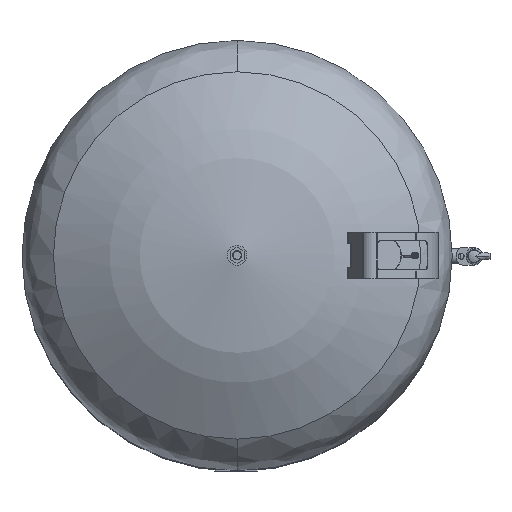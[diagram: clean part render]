
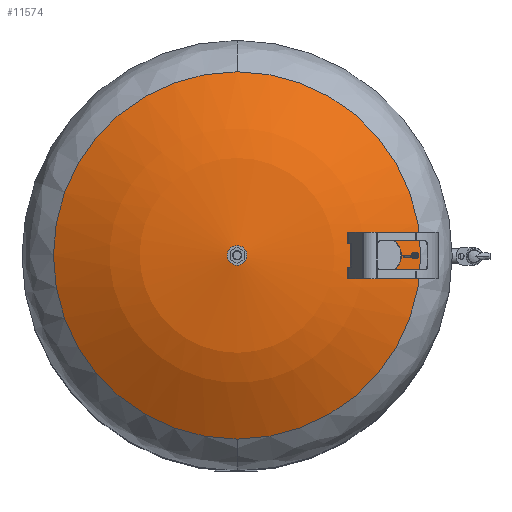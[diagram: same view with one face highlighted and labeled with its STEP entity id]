
A CAD part, top view. The second image highlights one B-rep face of the part: STEP entity #11574.
In plain terms, the highlighted free-form (B-spline) face has degree [2, 2] with [3, 3] control points.
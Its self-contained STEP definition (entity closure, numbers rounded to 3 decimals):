
#11500=CARTESIAN_POINT('',(0.0,-315.931,1353.014));
#11501=VERTEX_POINT('',#11500);
#11519=CARTESIAN_POINT('',(0.,315.931,1353.014));
#11520=VERTEX_POINT('',#11519);
#11528=CARTESIAN_POINT('',(0.0,0.,1353.014));
#11529=DIRECTION('',(0.0,0.0,1.0));
#11530=DIRECTION('',(-1.0,0.0,0.0));
#11531=AXIS2_PLACEMENT_3D('',#11528,#11529,#11530);
#11532=CIRCLE('',#11531,315.931);
#11533=EDGE_CURVE('',#11501,#11520,#11532,.T.);
#11538=CARTESIAN_POINT('',(-267.539,315.931,1275.966));
#11539=CARTESIAN_POINT('',(-373.077,0.0,1444.0));
#11540=CARTESIAN_POINT('',(-267.539,-315.931,1275.966));
#11541=CARTESIAN_POINT('',(0.,315.931,1444.0));
#11542=CARTESIAN_POINT('',(0.,0.,1678.32));
#11543=CARTESIAN_POINT('',(0.,-315.931,1444.0));
#11544=CARTESIAN_POINT('',(267.539,315.931,1275.966));
#11545=CARTESIAN_POINT('',(373.077,0.,1444.0));
#11546=CARTESIAN_POINT('',(267.539,-315.931,1275.966));
#11554=(BOUNDED_SURFACE()B_SPLINE_SURFACE(2,2,((#11538,#11541,#11544),(#11539,#11542,#11545),(#11540,#11543,#11546)),.UNSPECIFIED.,.F.,.F.,.U.)B_SPLINE_SURFACE_WITH_KNOTS((3,3),(3,3),(-0.561,0.561),(0.0,1.122),.UNSPECIFIED.)GEOMETRIC_REPRESENTATION_ITEM()RATIONAL_B_SPLINE_SURFACE(((1.0,0.847,1.0),(0.847,0.717,0.847),(1.0,0.847,1.0)))REPRESENTATION_ITEM('')SURFACE());
#11555=CARTESIAN_POINT('',(-315.931,0.,1353.014));
#11556=VERTEX_POINT('',#11555);
#11557=CARTESIAN_POINT('',(0.0,0.,1353.014));
#11558=DIRECTION('',(0.0,0.0,1.0));
#11559=DIRECTION('',(-1.0,0.0,0.0));
#11560=AXIS2_PLACEMENT_3D('',#11557,#11558,#11559);
#11561=CIRCLE('',#11560,315.931);
#11562=EDGE_CURVE('',#11556,#11501,#11561,.T.);
#11563=ORIENTED_EDGE('',*,*,#11562,.T.);
#11564=ORIENTED_EDGE('',*,*,#11533,.T.);
#11565=CARTESIAN_POINT('',(0.0,0.,1353.014));
#11566=DIRECTION('',(0.0,0.0,1.0));
#11567=DIRECTION('',(-1.0,0.0,0.0));
#11568=AXIS2_PLACEMENT_3D('',#11565,#11566,#11567);
#11569=CIRCLE('',#11568,315.931);
#11570=EDGE_CURVE('',#11520,#11556,#11569,.T.);
#11571=ORIENTED_EDGE('',*,*,#11570,.T.);
#11572=EDGE_LOOP('',(#11563,#11564,#11571));
#11573=FACE_OUTER_BOUND('',#11572,.T.);
#11574=ADVANCED_FACE('',(#11573),#11554,.T.);
